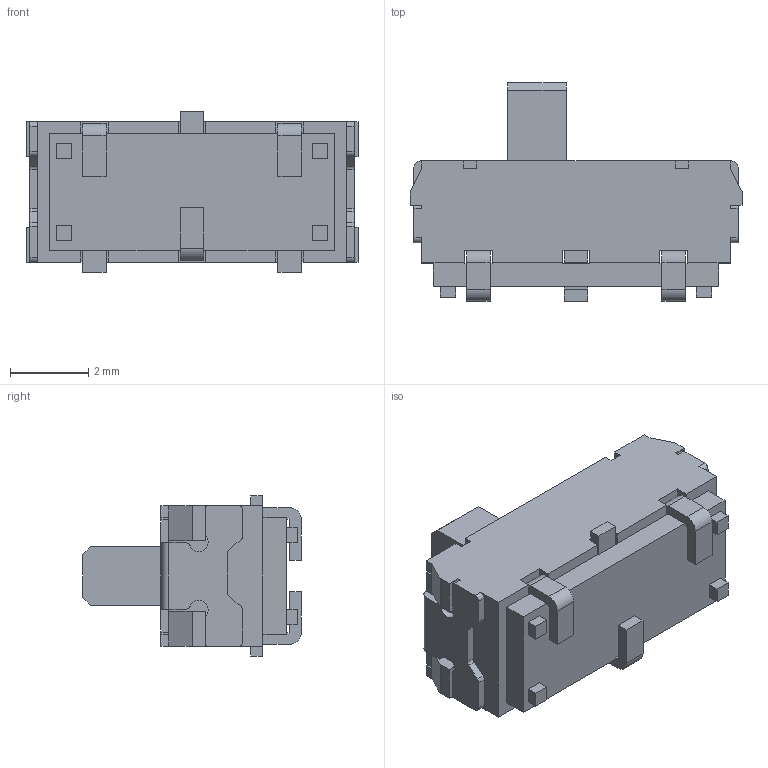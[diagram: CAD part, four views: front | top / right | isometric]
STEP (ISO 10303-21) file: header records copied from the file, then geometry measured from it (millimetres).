
FILE_DESCRIPTION( ( 'STEP AP214' ), ' ' );
FILE_NAME( 'psolqas13564793013.stp', '2017-09-21T11:56:47', ( '' ), ( '' ), ' ', 'PARTsolutions', ' ' );
FILE_SCHEMA( ( 'AUTOMOTIVE_DESIGN { 1 0 10303 214 1 1 1 1 }' ) );
Length unit declared in the file: metre
Products named in the file (1): 1
Bounding box: 8.5 x 5.6 x 4.1 mm (x, y, z)
Volume: 91.1 mm3; surface area: 212.9 mm2
Topology: 1 solids, 1 shells, 273 faces, 793 edges, 524 vertices
Faces by surface type: plane 188, extrusion 47, cylinder 38
Entity records: 9439 total; most frequent: CARTESIAN_POINT 2316, ORIENTED_EDGE 1586, DIRECTION 1272, EDGE_CURVE 793, VECTOR 666, LINE 619, VERTEX_POINT 524, AXIS2_PLACEMENT_3D 303
